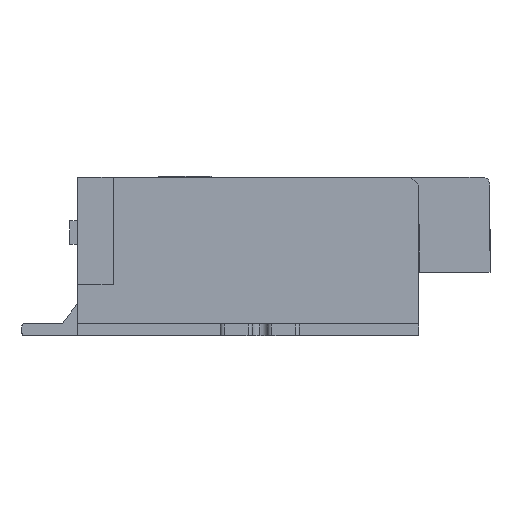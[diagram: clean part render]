
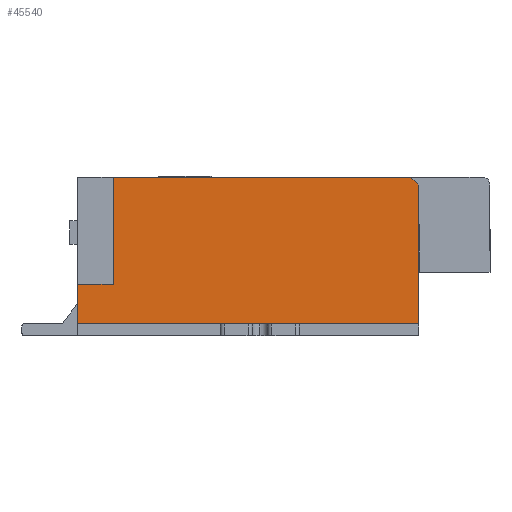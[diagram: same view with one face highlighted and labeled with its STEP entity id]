
A CAD part, left-side view. The second image highlights one B-rep face of the part: STEP entity #45540.
In plain terms, the highlighted planar face has unit normal (-1, 0, 0).
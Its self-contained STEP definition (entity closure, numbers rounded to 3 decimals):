
#962 = EDGE_CURVE ( 'NONE', #42488, #30642, #44188, .T. ) ;
#1091 = ORIENTED_EDGE ( 'NONE', *, *, #27430, .T. ) ;
#2597 = ORIENTED_EDGE ( 'NONE', *, *, #12896, .F. ) ;
#3402 = DIRECTION ( 'NONE',  ( 0., 1., 0. ) ) ;
#3563 = DIRECTION ( 'NONE',  ( 0., -1., 0. ) ) ;
#3851 = LINE ( 'NONE', #14224, #40425 ) ;
#5033 = VERTEX_POINT ( 'NONE', #24270 ) ;
#6849 = CARTESIAN_POINT ( 'NONE',  ( -6.7, -4.65, 0.15 ) ) ;
#7554 = CARTESIAN_POINT ( 'NONE',  ( -6.7, -4.65, 1.9 ) ) ;
#10364 = VECTOR ( 'NONE', #10386, 1000. ) ;
#10386 = DIRECTION ( 'NONE',  ( 0., 0., 1. ) ) ;
#10571 = DIRECTION ( 'NONE',  ( 0., 0., -1. ) ) ;
#11043 = ORIENTED_EDGE ( 'NONE', *, *, #34873, .F. ) ;
#12034 = EDGE_CURVE ( 'NONE', #16472, #22188, #22125, .T. ) ;
#12510 = VECTOR ( 'NONE', #14895, 1000. ) ;
#12896 = EDGE_CURVE ( 'NONE', #42488, #37980, #47750, .T. ) ;
#12911 = ORIENTED_EDGE ( 'NONE', *, *, #12034, .T. ) ;
#14224 = CARTESIAN_POINT ( 'NONE',  ( -6.7, -0.35, 2. ) ) ;
#14895 = DIRECTION ( 'NONE',  ( 0., 1., 0. ) ) ;
#16458 = AXIS2_PLACEMENT_3D ( 'NONE', #37242, #18985, #3563 ) ;
#16472 = VERTEX_POINT ( 'NONE', #6849 ) ;
#17931 = CARTESIAN_POINT ( 'NONE',  ( -6.7, -0.35, 0.15 ) ) ;
#18079 = LINE ( 'NONE', #39803, #46735 ) ;
#18810 = VECTOR ( 'NONE', #47745, 1000. ) ;
#18985 = DIRECTION ( 'NONE',  ( -1., 0., 0. ) ) ;
#20677 = ORIENTED_EDGE ( 'NONE', *, *, #36451, .T. ) ;
#22125 = LINE ( 'NONE', #47985, #18810 ) ;
#22188 = VERTEX_POINT ( 'NONE', #7554 ) ;
#24270 = CARTESIAN_POINT ( 'NONE',  ( -6.7, -0.35, 0.15 ) ) ;
#27430 = EDGE_CURVE ( 'NONE', #30642, #5033, #28801, .T. ) ;
#27641 = CARTESIAN_POINT ( 'NONE',  ( -6.7, -0.8, 2. ) ) ;
#28197 = CARTESIAN_POINT ( 'NONE',  ( -6.7, -4.55, 2. ) ) ;
#28801 = LINE ( 'NONE', #35917, #48246 ) ;
#28934 = CARTESIAN_POINT ( 'NONE',  ( -6.7, -0.8, 0.65 ) ) ;
#29061 = CARTESIAN_POINT ( 'NONE',  ( -6.7, -0.8, 2. ) ) ;
#29230 = VECTOR ( 'NONE', #47013, 1000. ) ;
#29752 = VERTEX_POINT ( 'NONE', #28197 ) ;
#30642 = VERTEX_POINT ( 'NONE', #40024 ) ;
#34270 = CARTESIAN_POINT ( 'NONE',  ( -6.7, -0.8, 0.65 ) ) ;
#34804 = EDGE_LOOP ( 'NONE', ( #12911, #20677, #41958, #2597, #36968, #1091, #11043 ) ) ;
#34873 = EDGE_CURVE ( 'NONE', #16472, #5033, #36671, .T. ) ;
#35917 = CARTESIAN_POINT ( 'NONE',  ( -6.7, -0.35, 0. ) ) ;
#36451 = EDGE_CURVE ( 'NONE', #22188, #29752, #18079, .T. ) ;
#36671 = LINE ( 'NONE', #17931, #29230 ) ;
#36968 = ORIENTED_EDGE ( 'NONE', *, *, #962, .T. ) ;
#36990 = FACE_OUTER_BOUND ( 'NONE', #34804, .T. ) ;
#37242 = CARTESIAN_POINT ( 'NONE',  ( -6.7, 0., 0. ) ) ;
#37980 = VERTEX_POINT ( 'NONE', #27641 ) ;
#39803 = CARTESIAN_POINT ( 'NONE',  ( -6.7, -3.275, 3.275 ) ) ;
#40024 = CARTESIAN_POINT ( 'NONE',  ( -6.7, -0.35, 0.65 ) ) ;
#40425 = VECTOR ( 'NONE', #3402, 1000. ) ;
#41328 = EDGE_CURVE ( 'NONE', #29752, #37980, #3851, .T. ) ;
#41958 = ORIENTED_EDGE ( 'NONE', *, *, #41328, .T. ) ;
#42488 = VERTEX_POINT ( 'NONE', #34270 ) ;
#44188 = LINE ( 'NONE', #28934, #12510 ) ;
#45111 = PLANE ( 'NONE',  #16458 ) ;
#45540 = ADVANCED_FACE ( 'NONE', ( #36990 ), #45111, .T. ) ;
#46735 = VECTOR ( 'NONE', #47889, 1000. ) ;
#47013 = DIRECTION ( 'NONE',  ( 0., 1., 0. ) ) ;
#47745 = DIRECTION ( 'NONE',  ( 0., 0., 1. ) ) ;
#47750 = LINE ( 'NONE', #29061, #10364 ) ;
#47889 = DIRECTION ( 'NONE',  ( 0., 0.707, 0.707 ) ) ;
#47985 = CARTESIAN_POINT ( 'NONE',  ( -6.7, -4.65, 0. ) ) ;
#48246 = VECTOR ( 'NONE', #10571, 1000. ) ;
